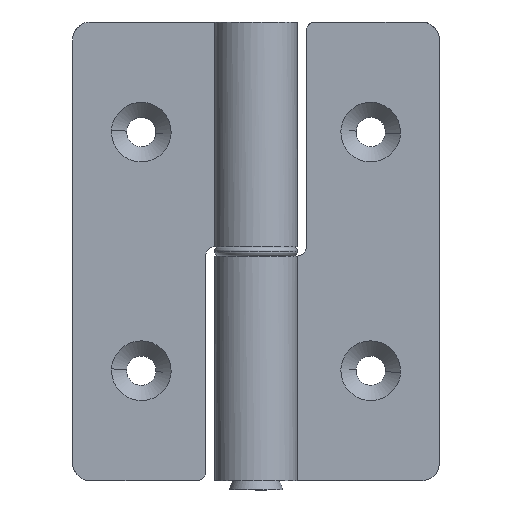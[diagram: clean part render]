
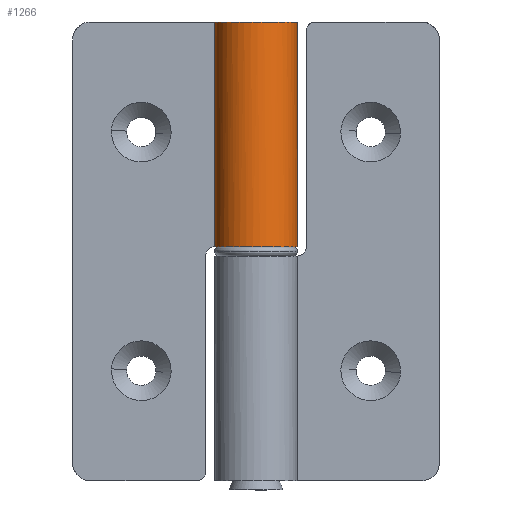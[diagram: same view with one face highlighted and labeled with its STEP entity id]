
A CAD part, front view. The second image highlights one B-rep face of the part: STEP entity #1266.
In plain terms, the highlighted free-form (B-spline) face has degree [1, 2] with [2, 7] control points.
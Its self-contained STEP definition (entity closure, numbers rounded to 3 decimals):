
#914=CARTESIAN_POINT('',(0.,4.5,25.5));
#915=VERTEX_POINT('',#914);
#921=CARTESIAN_POINT('',(-4.031,2.,25.5));
#922=VERTEX_POINT('',#921);
#923=CARTESIAN_POINT('',(-4.031,2.,25.5));
#924=CARTESIAN_POINT('',(-4.139,1.783,25.5));
#925=CARTESIAN_POINT('',(-4.308,1.359,25.5));
#926=CARTESIAN_POINT('',(-4.466,0.678,25.5));
#927=CARTESIAN_POINT('',(-4.52,-0.019,25.5));
#928=CARTESIAN_POINT('',(-4.465,-0.655,25.5));
#929=CARTESIAN_POINT('',(-4.329,-1.278,25.5));
#930=CARTESIAN_POINT('',(-4.106,-1.892,25.5));
#931=CARTESIAN_POINT('',(-3.754,-2.515,25.5));
#932=CARTESIAN_POINT('',(-3.348,-3.026,25.5));
#933=CARTESIAN_POINT('',(-2.911,-3.449,25.5));
#934=CARTESIAN_POINT('',(-2.398,-3.828,25.5));
#935=CARTESIAN_POINT('',(-1.806,-4.14,25.5));
#936=CARTESIAN_POINT('',(-1.046,-4.404,25.5));
#937=CARTESIAN_POINT('',(-0.246,-4.523,25.5));
#938=CARTESIAN_POINT('',(0.681,-4.477,25.5));
#939=CARTESIAN_POINT('',(1.495,-4.276,25.5));
#940=CARTESIAN_POINT('',(2.252,-3.92,25.5));
#941=CARTESIAN_POINT('',(2.815,-3.531,25.5));
#942=CARTESIAN_POINT('',(3.294,-3.087,25.5));
#943=CARTESIAN_POINT('',(3.737,-2.547,25.5));
#944=CARTESIAN_POINT('',(4.12,-1.871,25.5));
#945=CARTESIAN_POINT('',(4.389,-1.095,25.5));
#946=CARTESIAN_POINT('',(4.522,-0.253,25.5));
#947=CARTESIAN_POINT('',(4.487,0.615,25.5));
#948=CARTESIAN_POINT('',(4.276,1.488,25.5));
#949=CARTESIAN_POINT('',(3.928,2.249,25.5));
#950=CARTESIAN_POINT('',(3.471,2.895,25.5));
#951=CARTESIAN_POINT('',(3.002,3.372,25.5));
#952=CARTESIAN_POINT('',(2.448,3.798,25.5));
#953=CARTESIAN_POINT('',(1.834,4.134,25.5));
#954=CARTESIAN_POINT('',(0.985,4.423,25.5));
#955=CARTESIAN_POINT('',(0.379,4.5,25.5));
#956=CARTESIAN_POINT('',(0.,4.5,25.5));
#957=B_SPLINE_CURVE_WITH_KNOTS('',3,(#923,#924,#925,#926,#927,#928,#929,#930,#931,#932,#933,#934,#935,#936,#937,#938,#939,#940,#941,#942,#943,#944,#945,#946,#947,#948,#949,#950,#951,#952,#953,#954,#955,#956),.UNSPECIFIED.,.F.,.U.,(4,1,1,1,1,1,1,1,1,1,1,1,1,1,1,1,1,1,1,1,1,1,1,1,1,1,1,1,1,1,1,4),(0.,0.727,1.364,2.091,2.819,3.274,4.001,4.774,5.41,5.956,6.592,7.32,7.956,9.002,9.73,10.73,11.503,12.23,12.776,13.458,14.322,15.095,15.913,16.868,17.686,18.595,19.368,20.05,20.596,21.46,22.142,23.278),.UNSPECIFIED.);
#958=EDGE_CURVE('',#922,#915,#957,.T.);
#1057=CARTESIAN_POINT('',(-4.031,2.,50.0));
#1058=VERTEX_POINT('',#1057);
#1064=CARTESIAN_POINT('',(0.,4.5,50.0));
#1065=VERTEX_POINT('',#1064);
#1066=CARTESIAN_POINT('',(0.,4.5,50.0));
#1067=CARTESIAN_POINT('',(0.273,4.5,50.));
#1068=CARTESIAN_POINT('',(0.803,4.452,50.));
#1069=CARTESIAN_POINT('',(1.507,4.258,50.));
#1070=CARTESIAN_POINT('',(2.256,3.925,50.));
#1071=CARTESIAN_POINT('',(2.921,3.464,50.));
#1072=CARTESIAN_POINT('',(3.478,2.881,50.));
#1073=CARTESIAN_POINT('',(3.838,2.373,50.));
#1074=CARTESIAN_POINT('',(4.188,1.716,50.));
#1075=CARTESIAN_POINT('',(4.442,0.916,50.));
#1076=CARTESIAN_POINT('',(4.528,-0.024,50.));
#1077=CARTESIAN_POINT('',(4.434,-0.948,50.));
#1078=CARTESIAN_POINT('',(4.17,-1.761,50.));
#1079=CARTESIAN_POINT('',(3.726,-2.574,50.));
#1080=CARTESIAN_POINT('',(3.17,-3.244,50.));
#1081=CARTESIAN_POINT('',(2.485,-3.777,50.));
#1082=CARTESIAN_POINT('',(1.803,-4.145,50.));
#1083=CARTESIAN_POINT('',(1.142,-4.373,50.));
#1084=CARTESIAN_POINT('',(0.453,-4.492,50.));
#1085=CARTESIAN_POINT('',(-0.231,-4.513,50.));
#1086=CARTESIAN_POINT('',(-0.849,-4.434,50.));
#1087=CARTESIAN_POINT('',(-1.494,-4.26,50.));
#1088=CARTESIAN_POINT('',(-2.04,-4.029,50.0));
#1089=CARTESIAN_POINT('',(-2.65,-3.658,50.));
#1090=CARTESIAN_POINT('',(-3.187,-3.209,50.));
#1091=CARTESIAN_POINT('',(-3.756,-2.535,50.));
#1092=CARTESIAN_POINT('',(-4.136,-1.838,50.));
#1093=CARTESIAN_POINT('',(-4.396,-1.045,50.));
#1094=CARTESIAN_POINT('',(-4.521,-0.278,50.));
#1095=CARTESIAN_POINT('',(-4.492,0.513,50.));
#1096=CARTESIAN_POINT('',(-4.333,1.287,50.));
#1097=CARTESIAN_POINT('',(-4.159,1.742,50.));
#1098=CARTESIAN_POINT('',(-4.031,2.,50.0));
#1099=B_SPLINE_CURVE_WITH_KNOTS('',3,(#1066,#1067,#1068,#1069,#1070,#1071,#1072,#1073,#1074,#1075,#1076,#1077,#1078,#1079,#1080,#1081,#1082,#1083,#1084,#1085,#1086,#1087,#1088,#1089,#1090,#1091,#1092,#1093,#1094,#1095,#1096,#1097,#1098),.UNSPECIFIED.,.F.,.U.,(4,1,1,1,1,1,1,1,1,1,1,1,1,1,1,1,1,1,1,1,1,1,1,1,1,1,1,1,1,1,4),(0.,0.818,1.591,2.182,3.274,4.001,4.592,5.138,6.229,7.093,7.956,9.002,9.639,10.73,11.594,12.23,13.049,13.685,14.322,15.095,15.549,16.322,16.868,17.686,18.414,19.505,20.05,20.914,21.823,22.415,23.278),.UNSPECIFIED.);
#1100=EDGE_CURVE('',#1065,#1058,#1099,.T.);
#1224=CARTESIAN_POINT('',(-4.031,2.,50.0));
#1225=CARTESIAN_POINT('',(-4.031,2.,25.5));
#1226=QUASI_UNIFORM_CURVE('',1,(#1224,#1225),.UNSPECIFIED.,.F.,.U.);
#1227=EDGE_CURVE('',#1058,#922,#1226,.T.);
#1234=CARTESIAN_POINT('',(-3.955,2.147,50.613));
#1235=CARTESIAN_POINT('',(-3.955,2.147,24.872));
#1236=CARTESIAN_POINT('',(-6.559,-2.65,50.613));
#1237=CARTESIAN_POINT('',(-6.559,-2.65,24.872));
#1238=CARTESIAN_POINT('',(-1.353,-4.292,50.613));
#1239=CARTESIAN_POINT('',(-1.353,-4.292,24.872));
#1240=CARTESIAN_POINT('',(3.853,-5.933,50.613));
#1241=CARTESIAN_POINT('',(3.853,-5.933,24.872));
#1242=CARTESIAN_POINT('',(4.471,-0.509,50.613));
#1243=CARTESIAN_POINT('',(4.471,-0.509,24.872));
#1244=CARTESIAN_POINT('',(5.089,4.914,50.613));
#1245=CARTESIAN_POINT('',(5.089,4.914,24.872));
#1246=CARTESIAN_POINT('',(-0.353,4.486,50.613));
#1247=CARTESIAN_POINT('',(-0.353,4.486,24.872));
#1255=(BOUNDED_SURFACE()B_SPLINE_SURFACE(1,2,((#1234,#1236,#1238,#1240,#1242,#1244,#1246),(#1235,#1237,#1239,#1241,#1243,#1245,#1247)),.UNSPECIFIED.,.F.,.F.,.U.)B_SPLINE_SURFACE_WITH_KNOTS((2,2),(3,2,2,3),(0.0,25.74),(0.0,8.489,16.979,25.468),.UNSPECIFIED.)GEOMETRIC_REPRESENTATION_ITEM()RATIONAL_B_SPLINE_SURFACE(((1.0,0.636,1.0,0.636,1.0,0.636,1.0),(1.0,0.636,1.0,0.636,1.0,0.636,1.0)))REPRESENTATION_ITEM('')SURFACE());
#1256=ORIENTED_EDGE('',*,*,#958,.T.);
#1257=CARTESIAN_POINT('',(0.,4.5,50.0));
#1258=CARTESIAN_POINT('',(0.,4.5,25.5));
#1259=QUASI_UNIFORM_CURVE('',1,(#1257,#1258),.UNSPECIFIED.,.F.,.U.);
#1260=EDGE_CURVE('',#1065,#915,#1259,.T.);
#1261=ORIENTED_EDGE('',*,*,#1260,.F.);
#1262=ORIENTED_EDGE('',*,*,#1100,.T.);
#1263=ORIENTED_EDGE('',*,*,#1227,.T.);
#1264=EDGE_LOOP('',(#1256,#1261,#1262,#1263));
#1265=FACE_OUTER_BOUND('',#1264,.T.);
#1266=ADVANCED_FACE('',(#1265),#1255,.T.);
